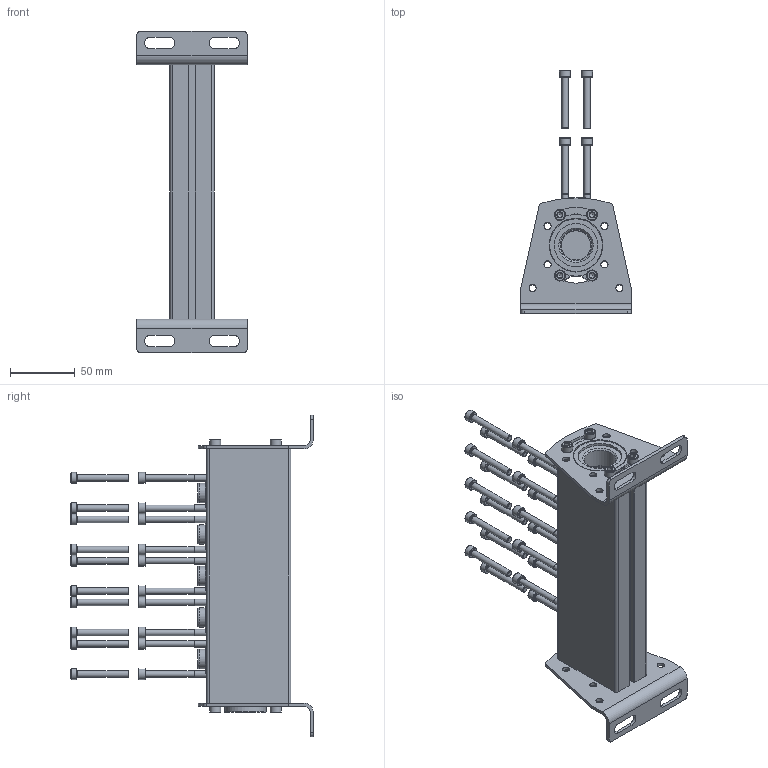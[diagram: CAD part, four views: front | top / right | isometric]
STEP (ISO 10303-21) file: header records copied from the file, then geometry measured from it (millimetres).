
FILE_DESCRIPTION(/* description */ ('STEP AP214'),/* implementation_level */ '2;1');
FILE_NAME(/* name */ '8026341_VABM-B10-30-G34-5-P53',/* time_stamp */ '2024-09-15T23:19:26+02:00',/* author */ ('License CC BY-ND 4.0'),/* organization */ ('CADENAS'),/* preprocessor_version */ 'ST-DEVELOPER v19.3',/* originating_system */ 'PARTsolutions',/* authorisation */ ' ');
FILE_SCHEMA (('AUTOMOTIVE_DESIGN {1 0 10303 214 3 1 1}'));
Length unit declared in the file: millimetre
Products named in the file (8): 8026341 VABM-B10-30-G34-5-P53; 8026341 VABM-B10-30-G34-5-P53---(M); 1654919 VUVS-G38---(S); 2191444 F-M5x60-10.9; 3572 B-3/4---(Plug); DIN-912 - M5x40(F); 1641438 VAME-B10-30-A---(V); DIN-912 - M5x12(F)
Assembly tree (37 placements, depth 2):
  8026341 VABM-B10-30-G34-5-P53
    8026341 VABM-B10-30-G34-5-P53---(M)
    1654919 VUVS-G38---(S)  x5
    2191444 F-M5x60-10.9  x10
    3572 B-3/4---(Plug)
    DIN-912 - M5x40(F)  x10
    1641438 VAME-B10-30-A---(V)  x2
    DIN-912 - M5x12(F)  x8
Bounding box: 85 x 187.5 x 248 mm (x, y, z)
Volume: 386694.3 mm3; surface area: 135145.4 mm2
Topology: 37 solids, 37 shells, 1180 faces, 2597 edges, 1546 vertices
Faces by surface type: plane 581, cone 306, cylinder 268, torus 25
Full cylindrical faces by diameter (mm): 4.134 x19, 4.75 x10, 5 x29, 5.5 x12, 8.5 x28, 9 x5, 12 x5, 15.1 x5, 18.1 x5, 22.5 x5, 22.8 x1, 24.117 x2, 26.441 x1, 28.8 x1, 32 x2, 33.5 x2, 41 x2
Entity records: 8352 total; most frequent: CARTESIAN_POINT 1496, DIRECTION 1474, ORIENTED_EDGE 1098, AXIS2_PLACEMENT_3D 618, EDGE_CURVE 549, FACE_BOUND 492, EDGE_LOOP 470, VERTEX_POINT 423
